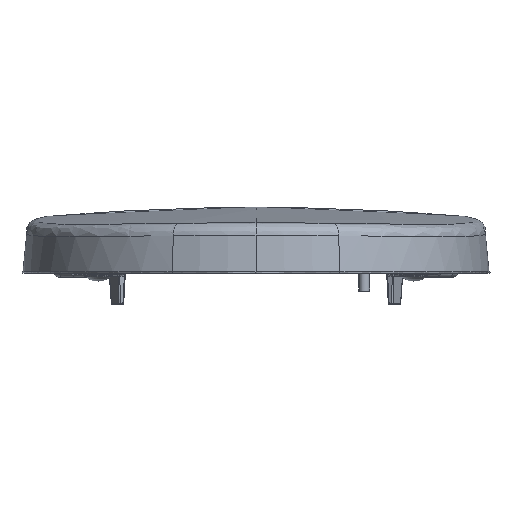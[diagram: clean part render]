
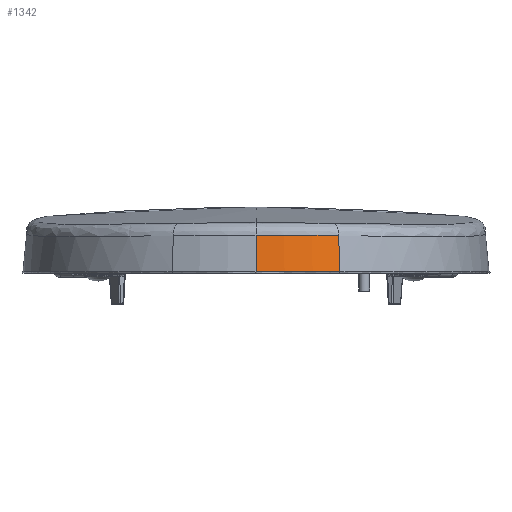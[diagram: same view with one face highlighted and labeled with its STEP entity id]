
A CAD part, front view. The second image highlights one B-rep face of the part: STEP entity #1342.
In plain terms, the highlighted free-form (B-spline) face has degree [1, 3] with [2, 13] control points.
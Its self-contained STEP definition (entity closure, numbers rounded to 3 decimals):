
#383=B_SPLINE_SURFACE_WITH_KNOTS('',1,3,((#11419,#11420,#11421,#11422,#11423,
#11424,#11425,#11426,#11427,#11428,#11429,#11430,#11431),(#11432,#11433,
#11434,#11435,#11436,#11437,#11438,#11439,#11440,#11441,#11442,#11443,#11444)),
 .UNSPECIFIED.,.F.,.F.,.F.,(2,2),(4,2,2,2,3,4),(0.,1.),(0.,0.124,
0.248,0.495,0.99,1.),.UNSPECIFIED.);
#835=FACE_OUTER_BOUND('',#2344,.T.);
#1342=ADVANCED_FACE('',(#835),#383,.T.);
#2344=EDGE_LOOP('',(#2976,#2977,#2978,#2979));
#2976=ORIENTED_EDGE('',*,*,#5961,.F.);
#2977=ORIENTED_EDGE('',*,*,#5962,.T.);
#2978=ORIENTED_EDGE('',*,*,#5924,.F.);
#2979=ORIENTED_EDGE('',*,*,#5963,.T.);
#5254=VERTEX_POINT('',#10862);
#5255=VERTEX_POINT('',#10863);
#5288=VERTEX_POINT('',#11405);
#5289=VERTEX_POINT('',#11406);
#5924=EDGE_CURVE('',#5254,#5255,#7073,.T.);
#5961=EDGE_CURVE('',#5288,#5289,#7106,.T.);
#5962=EDGE_CURVE('',#5288,#5255,#7107,.T.);
#5963=EDGE_CURVE('',#5254,#5289,#7108,.T.);
#7073=B_SPLINE_CURVE_WITH_KNOTS('',3,(#10855,#10856,#10857,#10858,#10859,
#10860,#10861),.UNSPECIFIED.,.F.,.F.,(4,3,4),(0.,0.363,1.),
 .UNSPECIFIED.);
#7106=B_SPLINE_CURVE_WITH_KNOTS('',3,(#11395,#11396,#11397,#11398,#11399,
#11400,#11401,#11402,#11403,#11404),.UNSPECIFIED.,.F.,.F.,(4,3,3,4),(0.,
0.334,0.707,1.),.UNSPECIFIED.);
#7107=B_SPLINE_CURVE_WITH_KNOTS('',3,(#11407,#11408,#11409,#11410,#11411,
#11412),.UNSPECIFIED.,.F.,.F.,(4,2,4),(0.,0.5,1.),.UNSPECIFIED.);
#7108=B_SPLINE_CURVE_WITH_KNOTS('',3,(#11413,#11414,#11415,#11416,#11417,
#11418),.UNSPECIFIED.,.F.,.F.,(4,2,4),(0.,0.5,1.),.UNSPECIFIED.);
#10855=CARTESIAN_POINT('',(60.841,-480.283,107.273));
#10856=CARTESIAN_POINT('',(60.949,-480.546,104.042));
#10857=CARTESIAN_POINT('',(61.057,-480.808,100.811));
#10858=CARTESIAN_POINT('',(61.165,-481.07,97.579));
#10859=CARTESIAN_POINT('',(61.355,-481.53,91.913));
#10860=CARTESIAN_POINT('',(61.545,-481.99,86.247));
#10861=CARTESIAN_POINT('',(61.734,-482.45,80.58));
#10862=CARTESIAN_POINT('',(60.841,-480.283,107.273));
#10863=CARTESIAN_POINT('',(61.734,-482.45,80.58));
#11395=CARTESIAN_POINT('',(0.,-493.843,80.58));
#11396=CARTESIAN_POINT('',(0.,-493.579,83.596));
#11397=CARTESIAN_POINT('',(0.,-493.315,86.613));
#11398=CARTESIAN_POINT('',(0.,-493.051,89.629));
#11399=CARTESIAN_POINT('',(0.,-492.755,93.008));
#11400=CARTESIAN_POINT('',(0.,-492.46,96.386));
#11401=CARTESIAN_POINT('',(0.,-492.164,99.765));
#11402=CARTESIAN_POINT('',(0.,-491.933,102.41));
#11403=CARTESIAN_POINT('',(0.,-491.701,105.054));
#11404=CARTESIAN_POINT('',(0.,-491.47,107.699));
#11405=CARTESIAN_POINT('',(0.,-493.843,80.58));
#11406=CARTESIAN_POINT('',(0.,-491.47,107.699));
#11407=CARTESIAN_POINT('',(0.,-493.843,80.58));
#11408=CARTESIAN_POINT('',(10.537,-493.843,80.58));
#11409=CARTESIAN_POINT('',(21.06,-492.922,80.58));
#11410=CARTESIAN_POINT('',(41.76,-489.173,80.58));
#11411=CARTESIAN_POINT('',(51.924,-486.293,80.58));
#11412=CARTESIAN_POINT('',(61.734,-482.45,80.58));
#11413=CARTESIAN_POINT('',(60.841,-480.283,107.273));
#11414=CARTESIAN_POINT('',(51.167,-484.062,107.381));
#11415=CARTESIAN_POINT('',(41.172,-486.887,107.483));
#11416=CARTESIAN_POINT('',(20.735,-490.572,107.647));
#11417=CARTESIAN_POINT('',(10.384,-491.47,107.699));
#11418=CARTESIAN_POINT('',(0.,-491.47,107.699));
#11419=CARTESIAN_POINT('',(61.771,-482.538,79.493));
#11420=CARTESIAN_POINT('',(59.318,-483.499,79.493));
#11421=CARTESIAN_POINT('',(56.85,-484.411,79.493));
#11422=CARTESIAN_POINT('',(51.872,-486.095,79.493));
#11423=CARTESIAN_POINT('',(49.363,-486.871,79.493));
#11424=CARTESIAN_POINT('',(41.782,-489.015,79.493));
#11425=CARTESIAN_POINT('',(36.649,-490.195,79.493));
#11426=CARTESIAN_POINT('',(21.059,-493.021,79.493));
#11427=CARTESIAN_POINT('',(10.573,-493.938,79.493));
#11428=CARTESIAN_POINT('',(0.,-493.938,79.493));
#11429=CARTESIAN_POINT('',(-0.211,-493.938,79.493));
#11430=CARTESIAN_POINT('',(-0.423,-493.938,79.493));
#11431=CARTESIAN_POINT('',(-0.634,-493.938,79.493));
#11432=CARTESIAN_POINT('',(60.416,-479.246,120.036));
#11433=CARTESIAN_POINT('',(58.004,-480.191,120.036));
#11434=CARTESIAN_POINT('',(55.598,-481.08,120.036));
#11435=CARTESIAN_POINT('',(50.741,-482.723,120.036));
#11436=CARTESIAN_POINT('',(48.292,-483.481,120.036));
#11437=CARTESIAN_POINT('',(40.888,-485.574,120.036));
#11438=CARTESIAN_POINT('',(35.871,-486.728,120.036));
#11439=CARTESIAN_POINT('',(20.622,-489.492,120.036));
#11440=CARTESIAN_POINT('',(10.354,-490.391,120.036));
#11441=CARTESIAN_POINT('',(0.,-490.391,120.036));
#11442=CARTESIAN_POINT('',(-0.207,-490.391,120.036));
#11443=CARTESIAN_POINT('',(-0.414,-490.391,120.036));
#11444=CARTESIAN_POINT('',(-0.621,-490.391,120.036));
